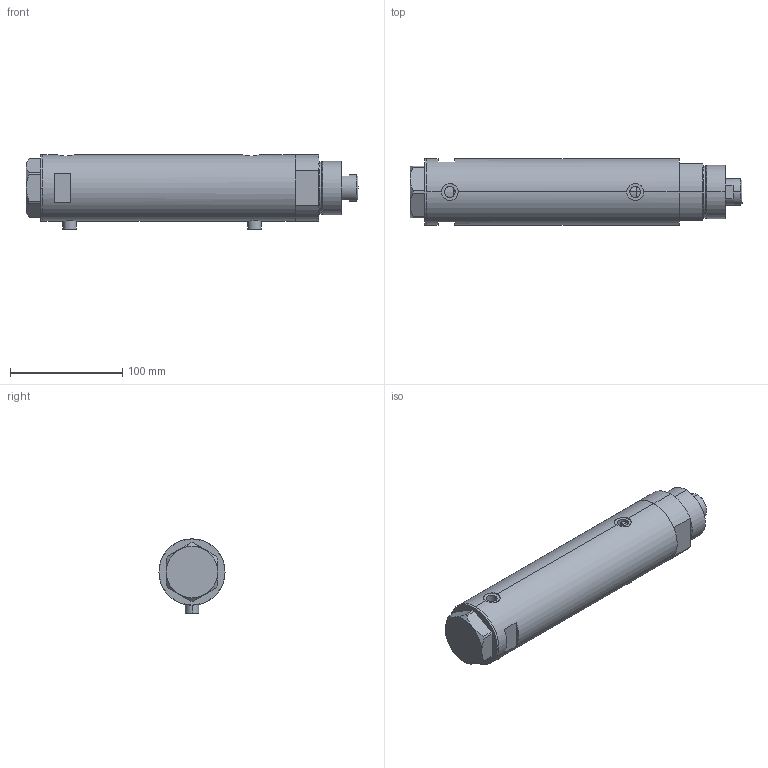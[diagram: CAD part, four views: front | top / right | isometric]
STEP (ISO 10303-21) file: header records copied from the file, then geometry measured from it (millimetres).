
FILE_DESCRIPTION (( 'STEP AP203' ), '1' );
FILE_NAME ('ed30.STEP', '2023-05-18T12:58:37', ( '' ), ( '' ), 'SwSTEP 2.0', 'SolidWorks 2019', '' );
FILE_SCHEMA (( 'CONFIG_CONTROL_DESIGN' ));
Length unit declared in the file: millimetre
Products named in the file (5): ed30; V270CG_FRONT 2684a132ca590e57d5faabe5c3fd75d2; V270CG_VC 2684a132ca590e57d5faabe5c3fd75d2; V270CG_BACK 2684a132ca590e57d5faabe5c3fd75d2; V270CG_MIDDLE 2684a132ca590e57d5faabe5c3fd75d2
Assembly tree (4 placements, depth 2):
  ed30
    V270CG_MIDDLE 2684a132ca590e57d5faabe5c3fd75d2
    V270CG_BACK 2684a132ca590e57d5faabe5c3fd75d2
    V270CG_FRONT 2684a132ca590e57d5faabe5c3fd75d2
    V270CG_VC 2684a132ca590e57d5faabe5c3fd75d2
Bounding box: 296.25 x 59 x 66.1 mm (x, y, z)
Volume: 673415.6 mm3; surface area: 132905.7 mm2
Topology: 4 solids, 4 shells, 126 faces, 293 edges, 179 vertices
Faces by surface type: cylinder 53, plane 53, cone 16, torus 4
Entity records: 4771 total; most frequent: CARTESIAN_POINT 1352, DIRECTION 639, ORIENTED_EDGE 582, EDGE_CURVE 291, AXIS2_PLACEMENT_3D 257, VERTEX_POINT 179, EDGE_LOOP 144, FACE_OUTER_BOUND 126
